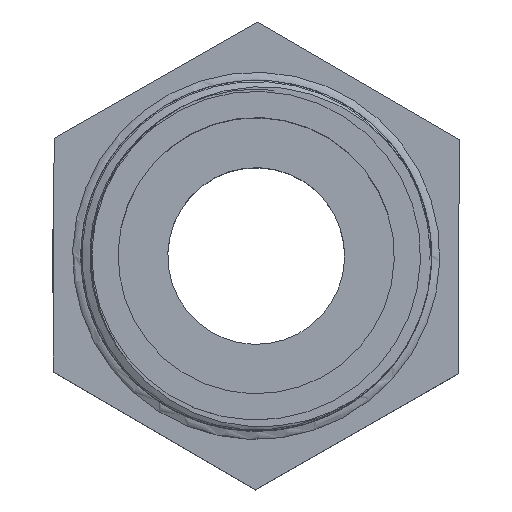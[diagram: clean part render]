
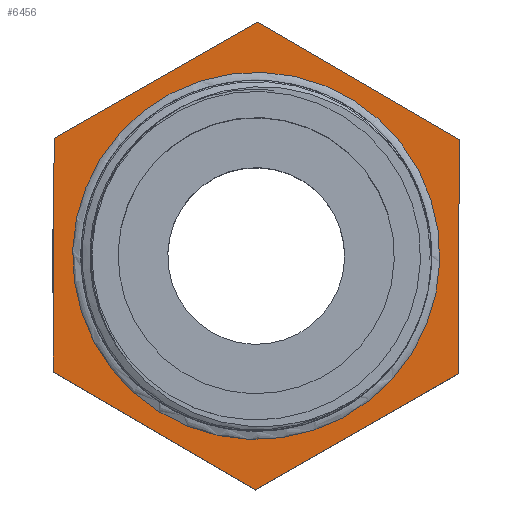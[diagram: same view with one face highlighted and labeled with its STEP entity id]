
A CAD part, top view. The second image highlights one B-rep face of the part: STEP entity #6456.
In plain terms, the highlighted planar face has unit normal (0, 0, 1).
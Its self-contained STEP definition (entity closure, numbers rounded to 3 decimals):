
#49=FACE_BOUND('',#1101,.T.);
#373=PLANE('',#6688);
#720=FACE_OUTER_BOUND('',#1100,.T.);
#1100=EDGE_LOOP('',(#6076,#6077,#6078,#6079,#6080,#6081));
#1101=EDGE_LOOP('',(#6082));
#1110=CIRCLE('',#6663,24.923);
#2035=LINE('',#20110,#2623);
#2037=LINE('',#20114,#2625);
#2039=LINE('',#20118,#2627);
#2041=LINE('',#20122,#2629);
#2043=LINE('',#20126,#2631);
#2045=LINE('',#20129,#2633);
#2623=VECTOR('',#7690,10.);
#2625=VECTOR('',#7694,10.);
#2627=VECTOR('',#7698,10.);
#2629=VECTOR('',#7702,10.);
#2631=VECTOR('',#7706,10.);
#2633=VECTOR('',#7710,10.);
#3226=VERTEX_POINT('',#13480);
#3256=VERTEX_POINT('',#20107);
#3257=VERTEX_POINT('',#20109);
#3258=VERTEX_POINT('',#20113);
#3259=VERTEX_POINT('',#20117);
#3260=VERTEX_POINT('',#20121);
#3261=VERTEX_POINT('',#20125);
#4145=EDGE_CURVE('',#3226,#3226,#1110,.T.);
#4192=EDGE_CURVE('',#3257,#3256,#2035,.T.);
#4194=EDGE_CURVE('',#3258,#3257,#2037,.T.);
#4196=EDGE_CURVE('',#3259,#3258,#2039,.T.);
#4198=EDGE_CURVE('',#3260,#3259,#2041,.T.);
#4200=EDGE_CURVE('',#3261,#3260,#2043,.T.);
#4202=EDGE_CURVE('',#3256,#3261,#2045,.T.);
#6076=ORIENTED_EDGE('',*,*,#4202,.T.);
#6077=ORIENTED_EDGE('',*,*,#4200,.T.);
#6078=ORIENTED_EDGE('',*,*,#4198,.T.);
#6079=ORIENTED_EDGE('',*,*,#4196,.T.);
#6080=ORIENTED_EDGE('',*,*,#4194,.T.);
#6081=ORIENTED_EDGE('',*,*,#4192,.T.);
#6082=ORIENTED_EDGE('',*,*,#4145,.T.);
#6456=ADVANCED_FACE('',(#720,#49),#373,.T.);
#6663=AXIS2_PLACEMENT_3D('',#13481,#7640,#7641);
#6688=AXIS2_PLACEMENT_3D('',#20130,#7711,#7712);
#7640=DIRECTION('center_axis',(0.,0.,-1.));
#7641=DIRECTION('ref_axis',(-0.99,-0.139,0.));
#7690=DIRECTION('',(0.004,1.,0.));
#7694=DIRECTION('',(0.868,0.497,0.));
#7698=DIRECTION('',(0.864,-0.503,0.));
#7702=DIRECTION('',(-0.004,-1.,0.));
#7706=DIRECTION('',(-0.868,-0.497,0.));
#7710=DIRECTION('',(-0.864,0.503,0.));
#7711=DIRECTION('center_axis',(0.,0.,1.));
#7712=DIRECTION('ref_axis',(0.99,0.139,0.));
#13480=CARTESIAN_POINT('',(24.681,3.469,32.1));
#13481=CARTESIAN_POINT('Origin',(0.,0.,32.1));
#20107=CARTESIAN_POINT('',(27.564,15.767,32.1));
#20109=CARTESIAN_POINT('',(27.436,-15.987,32.1));
#20110=CARTESIAN_POINT('',(27.436,-15.987,32.1));
#20113=CARTESIAN_POINT('',(-0.127,-31.754,32.1));
#20114=CARTESIAN_POINT('',(-0.127,-31.754,32.1));
#20117=CARTESIAN_POINT('',(-27.564,-15.767,32.1));
#20118=CARTESIAN_POINT('',(-27.564,-15.767,32.1));
#20121=CARTESIAN_POINT('',(-27.436,15.987,32.1));
#20122=CARTESIAN_POINT('',(-27.436,15.987,32.1));
#20125=CARTESIAN_POINT('',(0.127,31.754,32.1));
#20126=CARTESIAN_POINT('',(0.127,31.754,32.1));
#20129=CARTESIAN_POINT('',(27.564,15.767,32.1));
#20130=CARTESIAN_POINT('Origin',(0.,0.,
32.1));
